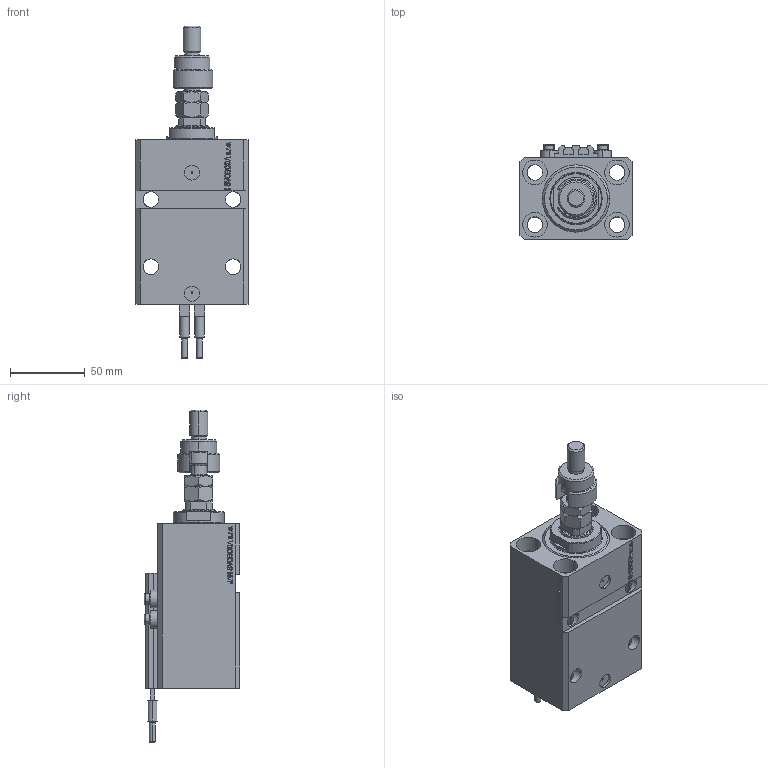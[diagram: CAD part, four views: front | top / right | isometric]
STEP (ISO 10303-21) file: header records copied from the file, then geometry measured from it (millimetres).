
FILE_DESCRIPTION (( 'STEP AP203' ), '1' );
FILE_NAME ('0ef8.STEP', '2023-10-07T18:09:02', ( '' ), ( '' ), 'SwSTEP 2.0', 'SolidWorks 2019', '' );
FILE_SCHEMA (( 'CONFIG_CONTROL_DESIGN' ));
Length unit declared in the file: millimetre
Products named in the file (9): V250CE_VC_E 94768c3ad4af46c9ba4200d782c75c6a; V250CE_C_VCP 94768c3ad4af46c9ba4200d782c75c6a; FEMALE_PART_FOR_DFA 94768c3ad4af46c9ba4200d782c75c6a; MFA 94768c3ad4af46c9ba4200d782c75c6a; DFA 94768c3ad4af46c9ba4200d782c75c6a; 0ef8; ALLEN BOLT V250CE 94768c3ad4af46c9ba4200d782c75c6a; V250CE_E_Body 94768c3ad4af46c9ba4200d782c75c6a; SWITCH_V250CE 94768c3ad4af46c9ba4200d782c75c6a
Assembly tree (12 placements, depth 3):
  0ef8
    V250CE_E_Body 94768c3ad4af46c9ba4200d782c75c6a
    ALLEN BOLT V250CE 94768c3ad4af46c9ba4200d782c75c6a  x4
    V250CE_C_VCP 94768c3ad4af46c9ba4200d782c75c6a
    V250CE_VC_E 94768c3ad4af46c9ba4200d782c75c6a
    DFA 94768c3ad4af46c9ba4200d782c75c6a
      FEMALE_PART_FOR_DFA 94768c3ad4af46c9ba4200d782c75c6a
      MFA 94768c3ad4af46c9ba4200d782c75c6a
    SWITCH_V250CE 94768c3ad4af46c9ba4200d782c75c6a  x2
Bounding box: 75 x 64 x 222 mm (x, y, z)
Volume: 402790.7 mm3; surface area: 105513.8 mm2
Topology: 12 solids, 12 shells, 1221 faces, 3000 edges, 1911 vertices
Faces by surface type: plane 574, bspline 354, cylinder 171, cone 100, torus 22
Entity records: 50998 total; most frequent: CARTESIAN_POINT 25663, ORIENTED_EDGE 5582, DIRECTION 3859, EDGE_CURVE 2791, VERTEX_POINT 1797, VECTOR 1629, LINE 1629, EDGE_LOOP 1258
